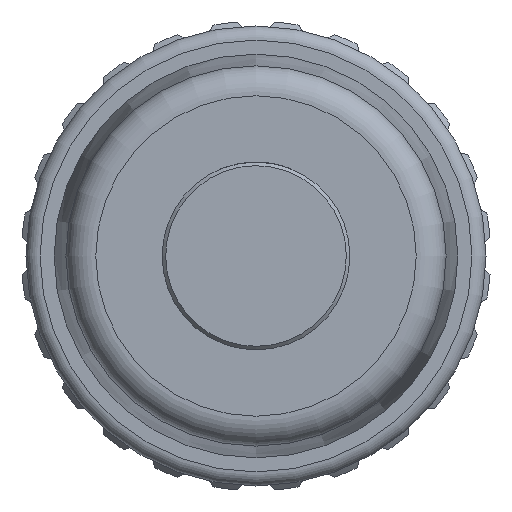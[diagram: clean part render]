
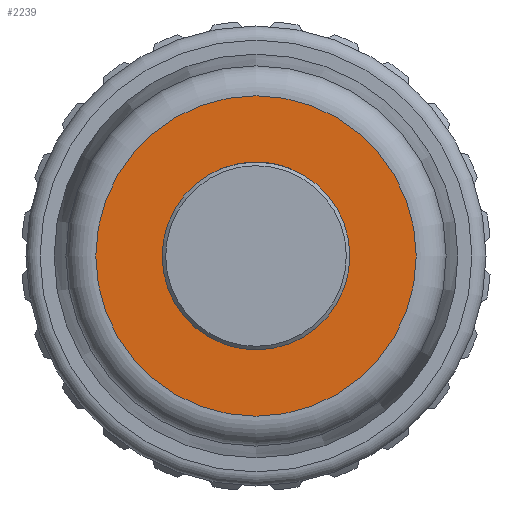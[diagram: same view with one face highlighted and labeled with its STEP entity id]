
A CAD part, front view. The second image highlights one B-rep face of the part: STEP entity #2239.
In plain terms, the highlighted planar face has unit normal (0, -1, 0).
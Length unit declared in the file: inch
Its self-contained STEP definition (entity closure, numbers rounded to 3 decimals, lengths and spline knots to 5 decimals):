
#134 = DIRECTION ( 'NONE',  ( 0., 0., 1. ) ) ;
#194 = EDGE_CURVE ( 'NONE', #1445, #1445, #6647, .T. ) ;
#679 = CIRCLE ( 'NONE', #5221, 0.0689 ) ;
#1114 = FACE_BOUND ( 'NONE', #5599, .T. ) ;
#1445 = VERTEX_POINT ( 'NONE', #4394 ) ;
#1872 = DIRECTION ( 'NONE',  ( 0., 1., 0. ) ) ;
#1949 = VERTEX_POINT ( 'NONE', #9309 ) ;
#2239 = ADVANCED_FACE ( 'NONE', ( #1114, #9405 ), #5225, .F. ) ;
#2737 = CARTESIAN_POINT ( 'NONE',  ( 0.09386, -0.8989, 0.27252 ) ) ;
#2871 = ORIENTED_EDGE ( 'NONE', *, *, #10291, .F. ) ;
#3219 = CARTESIAN_POINT ( 'NONE',  ( 0.22969, -0.8989, 0.27252 ) ) ;
#3333 = DIRECTION ( 'NONE',  ( 0., 0., 1. ) ) ;
#4394 = CARTESIAN_POINT ( 'NONE',  ( -0.04053, -0.8989, 0.27252 ) ) ;
#4408 = CARTESIAN_POINT ( 'NONE',  ( 0.09386, -0.8989, 0.27252 ) ) ;
#4634 = DIRECTION ( 'NONE',  ( -1., 0., 0. ) ) ;
#5221 = AXIS2_PLACEMENT_3D ( 'NONE', #4408, #5927, #134 ) ;
#5225 = PLANE ( 'NONE',  #7603 ) ;
#5549 = ORIENTED_EDGE ( 'NONE', *, *, #194, .F. ) ;
#5599 = EDGE_LOOP ( 'NONE', ( #2871 ) ) ;
#5927 = DIRECTION ( 'NONE',  ( 0., -1., 0. ) ) ;
#6647 = CIRCLE ( 'NONE', #9244, 0.13439 ) ;
#7603 = AXIS2_PLACEMENT_3D ( 'NONE', #3219, #9872, #3333 ) ;
#9244 = AXIS2_PLACEMENT_3D ( 'NONE', #2737, #1872, #4634 ) ;
#9309 = CARTESIAN_POINT ( 'NONE',  ( 0.09386, -0.8989, 0.34142 ) ) ;
#9405 = FACE_OUTER_BOUND ( 'NONE', #10273, .T. ) ;
#9872 = DIRECTION ( 'NONE',  ( 0., 1., 0. ) ) ;
#10273 = EDGE_LOOP ( 'NONE', ( #5549 ) ) ;
#10291 = EDGE_CURVE ( 'NONE', #1949, #1949, #679, .T. ) ;
